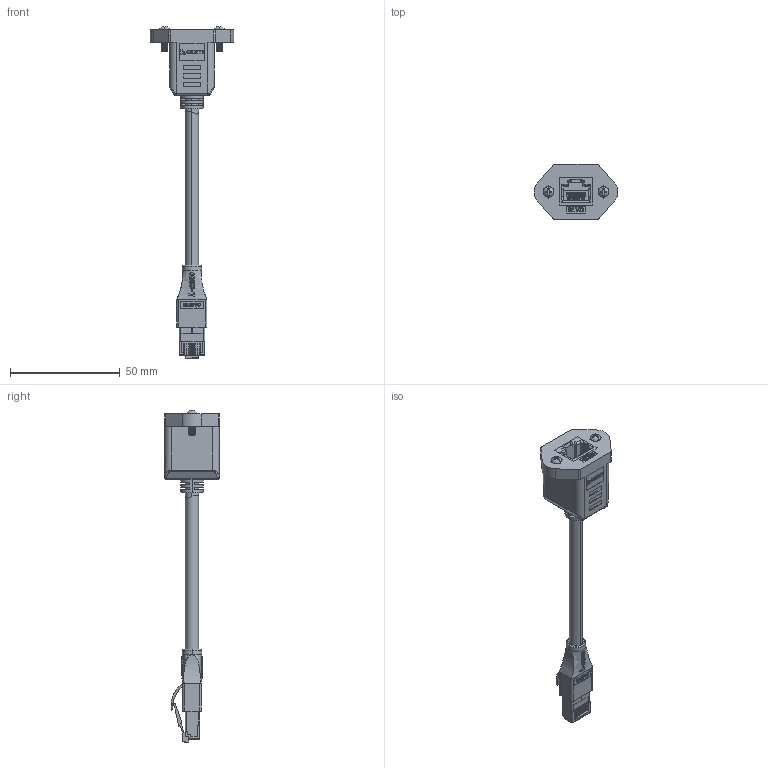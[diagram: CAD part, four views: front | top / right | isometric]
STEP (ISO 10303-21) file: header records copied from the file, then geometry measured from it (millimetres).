
FILE_DESCRIPTION (( 'STEP AP203' ), '1' );
FILE_NAME ('TRDC6EXTSF.STEP', '2011-02-01T19:27:38', ( 'x' ), ( 'Microsoft' ), 'SwSTEP 2.0', 'SolidWorks 2010', '' );
FILE_SCHEMA (( 'CONFIG_CONTROL_DESIGN' ));
Products named in the file (21): MODULAR JACK PIN LOADING_??; modular jack pin  body_??; OVERMOLD_CAT6 NEW LOGO; M3 HEX NUT_??; 1AD03-013-MA1; 1AD03-013-MA2; 1AD03-013-MA4_crimped strain relief; TRDC6EXTSF; 1AD04-(RJ45 jack) END_CAT6 NEW LOGO; 1AD04-(RJ45 jack)_??; RJ45 jack housing_??; PIN1_??; PIN2_??; COVER_??; PREMOLDING_??; M3x10mm PAN HEAD SCREW_??; CAT6 CABLE_NO LABEL; 1AD03-013_crimped; 1AD03-013-MA3; TDS8PC5-MA3; 1AY01-034_with 6.5mm entry
Assembly tree (36 placements, depth 5):
  TRDC6EXTSF
    1AD03-013_crimped
      TDS8PC5-MA3  x8
      1AD03-013-MA1
      1AD03-013-MA2
      1AD03-013-MA3
      1AD03-013-MA4_crimped strain relief
    CAT6 CABLE_NO LABEL
    1AY01-034_with 6.5mm entry
    1AD04-(RJ45 jack) END_CAT6 NEW LOGO
      1AD04-(RJ45 jack)_??
        RJ45 jack housing_??
        MODULAR JACK PIN LOADING_??
          PIN1_??  x4
          PIN2_??  x4
          modular jack pin  body_??
      M3 HEX NUT_??  x2
      M3x10mm PAN HEAD SCREW_??  x2
      COVER_??
      OVERMOLD_CAT6 NEW LOGO
      RJ45 jack housing_??
      PREMOLDING_??
Bounding box: 37.98 x 25 x 151.08 mm (x, y, z)
Volume: 26874.4 mm3; surface area: 25380.8 mm2
Topology: 40 solids, 40 shells, 2623 faces, 7305 edges, 4751 vertices
Faces by surface type: plane 1904, cylinder 452, bspline 151, torus 56, sphere 36, cone 24
Entity records: 85911 total; most frequent: CARTESIAN_POINT 31687, ORIENTED_EDGE 12070, DIRECTION 8677, EDGE_CURVE 6035, VERTEX_POINT 3943, VECTOR 3511, LINE 3511, AXIS2_PLACEMENT_3D 2583
